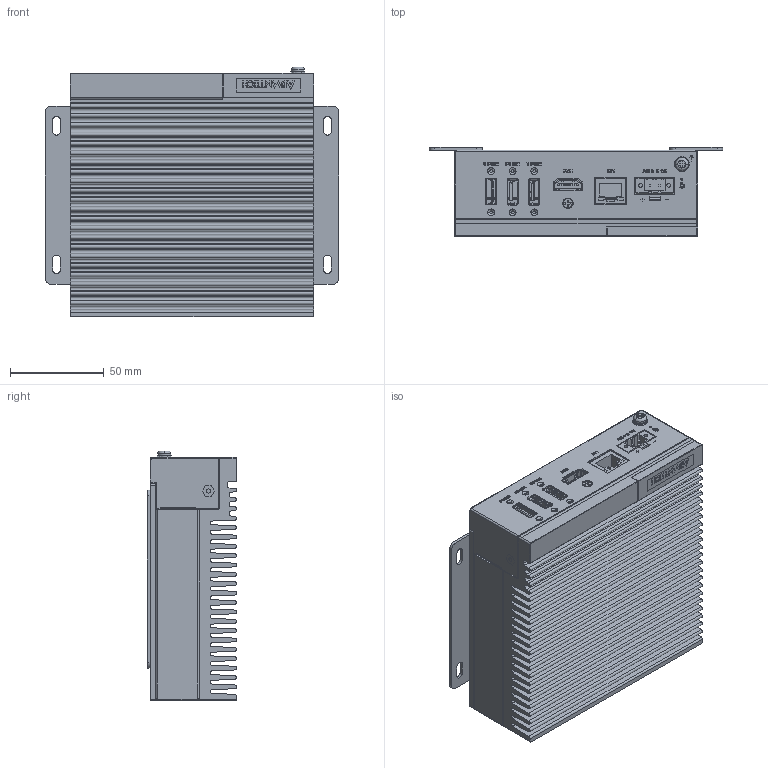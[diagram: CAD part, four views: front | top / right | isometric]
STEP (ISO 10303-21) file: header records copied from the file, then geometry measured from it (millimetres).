
FILE_DESCRIPTION (( 'STEP AP203' ), '1' );
FILE_NAME ('00-SYSTEM_MIC-711_outside Dimension_20230609.STEP', '2023-06-09T08:29:57', ( '' ), ( '' ), 'SwSTEP 2.0', 'SolidWorks 2022', '' );
FILE_SCHEMA (( 'CONFIG_CONTROL_DESIGN' ));
Length unit declared in the file: millimetre
Products named in the file (1): 00-SYSTEM_MIC-711_outside Dimension_20230609
Bounding box: 156.6 x 47.51 x 133.3 mm (x, y, z)
Surface area: 167286.2 mm2 (no closed solid volume)
Topology: 0 solids, 140 shells, 969 faces, 4424 edges, 3550 vertices
Faces by surface type: plane 634, cylinder 273, bspline 22, torus 20, cone 20
Entity records: 50015 total; most frequent: CARTESIAN_POINT 15199, DIRECTION 6858, ORIENTED_EDGE 6136, EDGE_CURVE 4424, VERTEX_POINT 3550, LINE 3096, VECTOR 3096, AXIS2_PLACEMENT_3D 1881
